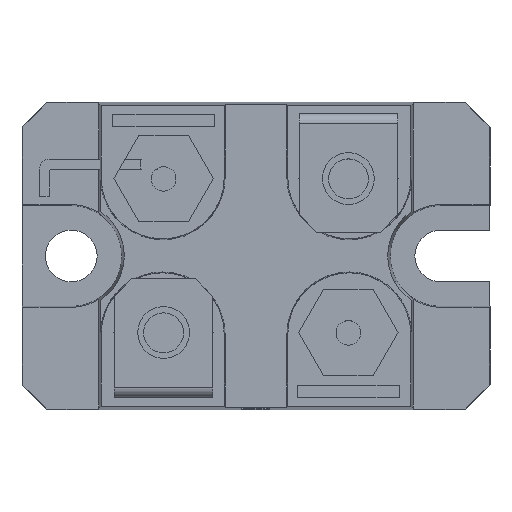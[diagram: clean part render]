
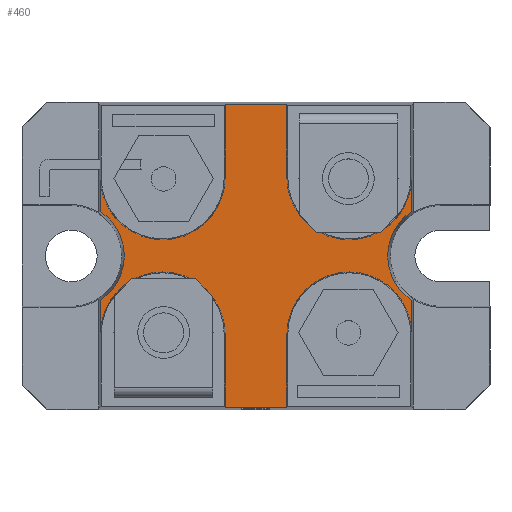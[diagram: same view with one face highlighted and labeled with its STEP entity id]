
A CAD part, top view. The second image highlights one B-rep face of the part: STEP entity #460.
In plain terms, the highlighted planar face has unit normal (0, 0, 1).
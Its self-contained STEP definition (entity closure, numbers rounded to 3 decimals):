
#460 = ADVANCED_FACE( '', ( #747 ), #748, .T. );
#747 = FACE_OUTER_BOUND( '', #1149, .T. );
#748 = PLANE( '', #1150 );
#1149 = EDGE_LOOP( '', ( #2099, #2100, #2101, #2102, #2103, #2104, #2105, #2106, #2107, #2108, #2109, #2110, #2111, #2112, #2113, #2114 ) );
#1150 = AXIS2_PLACEMENT_3D( '', #2115, #2116, #2117 );
#2099 = ORIENTED_EDGE( '', *, *, #3125, .T. );
#2100 = ORIENTED_EDGE( '', *, *, #2963, .T. );
#2101 = ORIENTED_EDGE( '', *, *, #2949, .T. );
#2102 = ORIENTED_EDGE( '', *, *, #3127, .T. );
#2103 = ORIENTED_EDGE( '', *, *, #3128, .T. );
#2104 = ORIENTED_EDGE( '', *, *, #3129, .T. );
#2105 = ORIENTED_EDGE( '', *, *, #3130, .T. );
#2106 = ORIENTED_EDGE( '', *, *, #3131, .T. );
#2107 = ORIENTED_EDGE( '', *, *, #3132, .T. );
#2108 = ORIENTED_EDGE( '', *, *, #3133, .T. );
#2109 = ORIENTED_EDGE( '', *, *, #3134, .T. );
#2110 = ORIENTED_EDGE( '', *, *, #3135, .T. );
#2111 = ORIENTED_EDGE( '', *, *, #3136, .T. );
#2112 = ORIENTED_EDGE( '', *, *, #3137, .T. );
#2113 = ORIENTED_EDGE( '', *, *, #3138, .T. );
#2114 = ORIENTED_EDGE( '', *, *, #3139, .T. );
#2115 = CARTESIAN_POINT( '', ( -2.3, 12.5, 5.9 ) );
#2116 = DIRECTION( '', ( 0., 0., 1. ) );
#2117 = DIRECTION( '', ( 1., 0., 0. ) );
#2949 = EDGE_CURVE( '', #3441, #3439, #3442, .F. );
#2963 = EDGE_CURVE( '', #3464, #3441, #3468, .F. );
#3125 = EDGE_CURVE( '', #3744, #3464, #3745, .F. );
#3127 = EDGE_CURVE( '', #3439, #3747, #3748, .F. );
#3128 = EDGE_CURVE( '', #3747, #3749, #3750, .F. );
#3129 = EDGE_CURVE( '', #3749, #3751, #3752, .T. );
#3130 = EDGE_CURVE( '', #3751, #3753, #3754, .F. );
#3131 = EDGE_CURVE( '', #3753, #3755, #3756, .T. );
#3132 = EDGE_CURVE( '', #3755, #3757, #3758, .F. );
#3133 = EDGE_CURVE( '', #3757, #3759, #3760, .F. );
#3134 = EDGE_CURVE( '', #3759, #3761, #3762, .F. );
#3135 = EDGE_CURVE( '', #3761, #3763, #3764, .F. );
#3136 = EDGE_CURVE( '', #3763, #3765, #3766, .F. );
#3137 = EDGE_CURVE( '', #3765, #3767, #3768, .T. );
#3138 = EDGE_CURVE( '', #3767, #3769, #3770, .F. );
#3139 = EDGE_CURVE( '', #3769, #3744, #3771, .T. );
#3439 = VERTEX_POINT( '', #4288 );
#3441 = VERTEX_POINT( '', #4291 );
#3442 = LINE( '', #4292, #4293 );
#3464 = VERTEX_POINT( '', #4348 );
#3468 = LINE( '', #4354, #4355 );
#3744 = VERTEX_POINT( '', #4964 );
#3745 = CIRCLE( '', #4965, 5.069 );
#3747 = VERTEX_POINT( '', #4968 );
#3748 = LINE( '', #4969, #4970 );
#3749 = VERTEX_POINT( '', #4971 );
#3750 = CIRCLE( '', #4972, 5.069 );
#3751 = VERTEX_POINT( '', #4973 );
#3752 = LINE( '', #4974, #4975 );
#3753 = VERTEX_POINT( '', #4976 );
#3754 = CIRCLE( '', #4977, 4.306 );
#3755 = VERTEX_POINT( '', #4978 );
#3756 = LINE( '', #4979, #4980 );
#3757 = VERTEX_POINT( '', #4981 );
#3758 = CIRCLE( '', #4982, 5.069 );
#3759 = VERTEX_POINT( '', #4983 );
#3760 = LINE( '', #4984, #4985 );
#3761 = VERTEX_POINT( '', #4986 );
#3762 = LINE( '', #4987, #4988 );
#3763 = VERTEX_POINT( '', #4989 );
#3764 = LINE( '', #4990, #4991 );
#3765 = VERTEX_POINT( '', #4992 );
#3766 = CIRCLE( '', #4993, 5.069 );
#3767 = VERTEX_POINT( '', #4994 );
#3768 = LINE( '', #4995, #4996 );
#3769 = VERTEX_POINT( '', #4997 );
#3770 = CIRCLE( '', #4998, 4.306 );
#3771 = LINE( '', #4999, #5000 );
#4288 = CARTESIAN_POINT( '', ( 2.506, -12.294, 5.9 ) );
#4291 = CARTESIAN_POINT( '', ( -2.506, -12.294, 5.9 ) );
#4292 = CARTESIAN_POINT( '', ( 0., -12.294, 5.9 ) );
#4293 = VECTOR( '', #5548, 1000. );
#4348 = CARTESIAN_POINT( '', ( -2.506, -6.375, 5.9 ) );
#4354 = CARTESIAN_POINT( '', ( -2.506, 12.5, 5.9 ) );
#4355 = VECTOR( '', #5557, 1000. );
#4964 = CARTESIAN_POINT( '', ( -12.644, -6.375, 5.9 ) );
#4965 = AXIS2_PLACEMENT_3D( '', #5697, #5698, #5699 );
#4968 = CARTESIAN_POINT( '', ( 2.506, -6.375, 5.9 ) );
#4969 = CARTESIAN_POINT( '', ( 2.506, 12.5, 5.9 ) );
#4970 = VECTOR( '', #5701, 1000. );
#4971 = CARTESIAN_POINT( '', ( 12.644, -6.375, 5.9 ) );
#4972 = AXIS2_PLACEMENT_3D( '', #5702, #5703, #5704 );
#4973 = CARTESIAN_POINT( '', ( 12.644, -3.604, 5.9 ) );
#4974 = CARTESIAN_POINT( '', ( 12.644, 12.5, 5.9 ) );
#4975 = VECTOR( '', #5705, 1000. );
#4976 = CARTESIAN_POINT( '', ( 12.644, 3.604, 5.9 ) );
#4977 = AXIS2_PLACEMENT_3D( '', #5706, #5707, #5708 );
#4978 = CARTESIAN_POINT( '', ( 12.644, 6.375, 5.9 ) );
#4979 = CARTESIAN_POINT( '', ( 12.644, 12.5, 5.9 ) );
#4980 = VECTOR( '', #5709, 1000. );
#4981 = CARTESIAN_POINT( '', ( 2.506, 6.375, 5.9 ) );
#4982 = AXIS2_PLACEMENT_3D( '', #5710, #5711, #5712 );
#4983 = CARTESIAN_POINT( '', ( 2.506, 12.294, 5.9 ) );
#4984 = CARTESIAN_POINT( '', ( 2.506, 12.5, 5.9 ) );
#4985 = VECTOR( '', #5713, 1000. );
#4986 = CARTESIAN_POINT( '', ( -2.506, 12.294, 5.9 ) );
#4987 = CARTESIAN_POINT( '', ( 0., 12.294, 5.9 ) );
#4988 = VECTOR( '', #5714, 1000. );
#4989 = CARTESIAN_POINT( '', ( -2.506, 6.375, 5.9 ) );
#4990 = CARTESIAN_POINT( '', ( -2.506, 12.5, 5.9 ) );
#4991 = VECTOR( '', #5715, 1000. );
#4992 = CARTESIAN_POINT( '', ( -12.644, 6.375, 5.9 ) );
#4993 = AXIS2_PLACEMENT_3D( '', #5716, #5717, #5718 );
#4994 = CARTESIAN_POINT( '', ( -12.644, 3.604, 5.9 ) );
#4995 = CARTESIAN_POINT( '', ( -12.644, 12.5, 5.9 ) );
#4996 = VECTOR( '', #5719, 1000. );
#4997 = CARTESIAN_POINT( '', ( -12.644, -3.604, 5.9 ) );
#4998 = AXIS2_PLACEMENT_3D( '', #5720, #5721, #5722 );
#4999 = CARTESIAN_POINT( '', ( -12.644, 12.5, 5.9 ) );
#5000 = VECTOR( '', #5723, 1000. );
#5548 = DIRECTION( '', ( -1., 0., 0. ) );
#5557 = DIRECTION( '', ( 0., 1., 0. ) );
#5697 = CARTESIAN_POINT( '', ( -7.575, -6.375, 5.9 ) );
#5698 = DIRECTION( '', ( 0., 0., 1. ) );
#5699 = DIRECTION( '', ( 1., 0., 0. ) );
#5701 = DIRECTION( '', ( 0., -1., 0. ) );
#5702 = CARTESIAN_POINT( '', ( 7.575, -6.375, 5.9 ) );
#5703 = DIRECTION( '', ( 0., 0., 1. ) );
#5704 = DIRECTION( '', ( 1., 0., 0. ) );
#5705 = DIRECTION( '', ( 0., 1., 0. ) );
#5706 = CARTESIAN_POINT( '', ( 15., 0., 5.9 ) );
#5707 = DIRECTION( '', ( 0., 0., 1. ) );
#5708 = DIRECTION( '', ( 1., 0., 0. ) );
#5709 = DIRECTION( '', ( 0., 1., 0. ) );
#5710 = CARTESIAN_POINT( '', ( 7.575, 6.375, 5.9 ) );
#5711 = DIRECTION( '', ( 0., 0., 1. ) );
#5712 = DIRECTION( '', ( 1., 0., 0. ) );
#5713 = DIRECTION( '', ( 0., -1., 0. ) );
#5714 = DIRECTION( '', ( 1., 0., 0. ) );
#5715 = DIRECTION( '', ( 0., 1., 0. ) );
#5716 = CARTESIAN_POINT( '', ( -7.575, 6.375, 5.9 ) );
#5717 = DIRECTION( '', ( 0., 0., 1. ) );
#5718 = DIRECTION( '', ( 1., 0., 0. ) );
#5719 = DIRECTION( '', ( 0., -1., 0. ) );
#5720 = CARTESIAN_POINT( '', ( -15., 0., 5.9 ) );
#5721 = DIRECTION( '', ( 0., 0., 1. ) );
#5722 = DIRECTION( '', ( 1., 0., 0. ) );
#5723 = DIRECTION( '', ( 0., -1., 0. ) );
